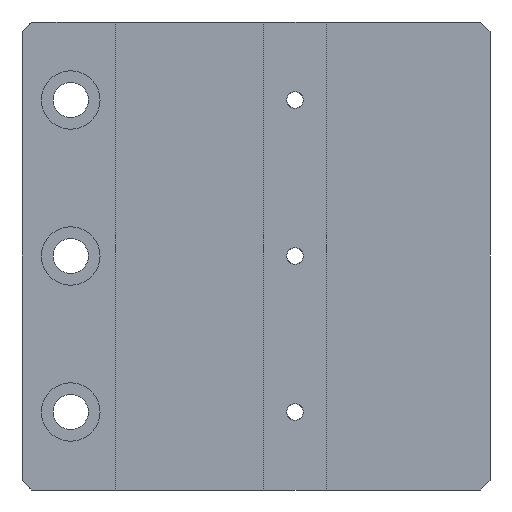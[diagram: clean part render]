
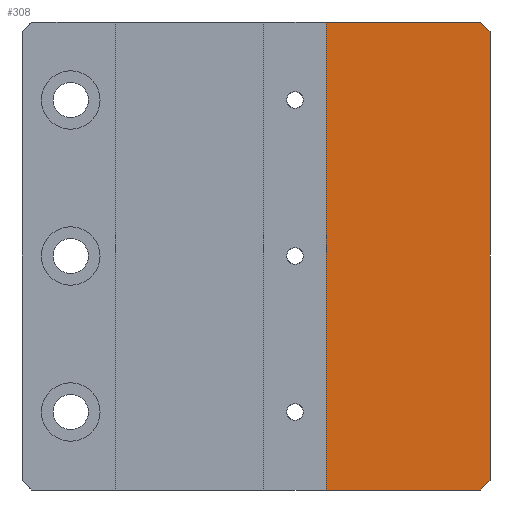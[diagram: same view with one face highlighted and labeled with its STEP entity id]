
A CAD part, front view. The second image highlights one B-rep face of the part: STEP entity #308.
In plain terms, the highlighted planar face has unit normal (-0.031, -1, 0).
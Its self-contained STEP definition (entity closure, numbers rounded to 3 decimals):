
#13 = DIRECTION ( 'NONE',  ( -0.707, 0.022, 0.707 ) ) ;
#41 = VERTEX_POINT ( 'NONE', #390 ) ;
#51 = ORIENTED_EDGE ( 'NONE', *, *, #77, .F. ) ;
#63 = VERTEX_POINT ( 'NONE', #902 ) ;
#73 = CARTESIAN_POINT ( 'NONE',  ( 120., -18.5, 120. ) ) ;
#77 = EDGE_CURVE ( 'NONE', #164, #41, #604, .T. ) ;
#104 = CARTESIAN_POINT ( 'NONE',  ( 119.88, -18.496, 2.38 ) ) ;
#108 = CARTESIAN_POINT ( 'NONE',  ( 78., -17.187, 120. ) ) ;
#115 = DIRECTION ( 'NONE',  ( 1., -0.031, 0. ) ) ;
#164 = VERTEX_POINT ( 'NONE', #1017 ) ;
#240 = CARTESIAN_POINT ( 'NONE',  ( 120., -18.5, 120. ) ) ;
#247 = ORIENTED_EDGE ( 'NONE', *, *, #1297, .T. ) ;
#260 = EDGE_CURVE ( 'NONE', #63, #1110, #1276, .T. ) ;
#308 = ADVANCED_FACE ( 'NONE', ( #928 ), #331, .F. ) ;
#331 = PLANE ( 'NONE',  #447 ) ;
#347 = DIRECTION ( 'NONE',  ( -1., 0.031, 0. ) ) ;
#348 = LINE ( 'NONE', #1058, #554 ) ;
#390 = CARTESIAN_POINT ( 'NONE',  ( 120., -18.5, 2.5 ) ) ;
#447 = AXIS2_PLACEMENT_3D ( 'NONE', #240, #541, #347 ) ;
#476 = DIRECTION ( 'NONE',  ( 0., 0., -1. ) ) ;
#492 = LINE ( 'NONE', #108, #589 ) ;
#507 = VECTOR ( 'NONE', #115, 1000. ) ;
#514 = EDGE_LOOP ( 'NONE', ( #529, #1027, #51, #702, #1285, #247 ) ) ;
#526 = LINE ( 'NONE', #1338, #507 ) ;
#529 = ORIENTED_EDGE ( 'NONE', *, *, #1275, .T. ) ;
#541 = DIRECTION ( 'NONE',  ( 0.031, 1., 0. ) ) ;
#554 = VECTOR ( 'NONE', #13, 1000. ) ;
#561 = CARTESIAN_POINT ( 'NONE',  ( 117.5, -18.422, 0. ) ) ;
#589 = VECTOR ( 'NONE', #1003, 1000. ) ;
#604 = LINE ( 'NONE', #73, #661 ) ;
#623 = EDGE_CURVE ( 'NONE', #1075, #41, #1100, .T. ) ;
#634 = CARTESIAN_POINT ( 'NONE',  ( 78., -17.187, 0. ) ) ;
#661 = VECTOR ( 'NONE', #476, 1000. ) ;
#687 = EDGE_CURVE ( 'NONE', #164, #1110, #348, .T. ) ;
#702 = ORIENTED_EDGE ( 'NONE', *, *, #687, .T. ) ;
#734 = VECTOR ( 'NONE', #1057, 1000. ) ;
#779 = CARTESIAN_POINT ( 'NONE',  ( 117.5, -18.422, 120. ) ) ;
#895 = VERTEX_POINT ( 'NONE', #634 ) ;
#902 = CARTESIAN_POINT ( 'NONE',  ( 78., -17.187, 120. ) ) ;
#928 = FACE_OUTER_BOUND ( 'NONE', #514, .T. ) ;
#994 = VECTOR ( 'NONE', #1052, 1000. ) ;
#1003 = DIRECTION ( 'NONE',  ( 0., 0., -1. ) ) ;
#1017 = CARTESIAN_POINT ( 'NONE',  ( 120., -18.5, 117.5 ) ) ;
#1027 = ORIENTED_EDGE ( 'NONE', *, *, #623, .T. ) ;
#1052 = DIRECTION ( 'NONE',  ( 0.707, -0.022, 0.707 ) ) ;
#1057 = DIRECTION ( 'NONE',  ( 1., -0.031, 0. ) ) ;
#1058 = CARTESIAN_POINT ( 'NONE',  ( 117.212, -18.413, 120.288 ) ) ;
#1075 = VERTEX_POINT ( 'NONE', #561 ) ;
#1100 = LINE ( 'NONE', #104, #994 ) ;
#1110 = VERTEX_POINT ( 'NONE', #779 ) ;
#1150 = CARTESIAN_POINT ( 'NONE',  ( 120., -18.5, 120. ) ) ;
#1275 = EDGE_CURVE ( 'NONE', #895, #1075, #526, .T. ) ;
#1276 = LINE ( 'NONE', #1150, #734 ) ;
#1285 = ORIENTED_EDGE ( 'NONE', *, *, #260, .F. ) ;
#1297 = EDGE_CURVE ( 'NONE', #63, #895, #492, .T. ) ;
#1338 = CARTESIAN_POINT ( 'NONE',  ( 120., -18.5, 0. ) ) ;
